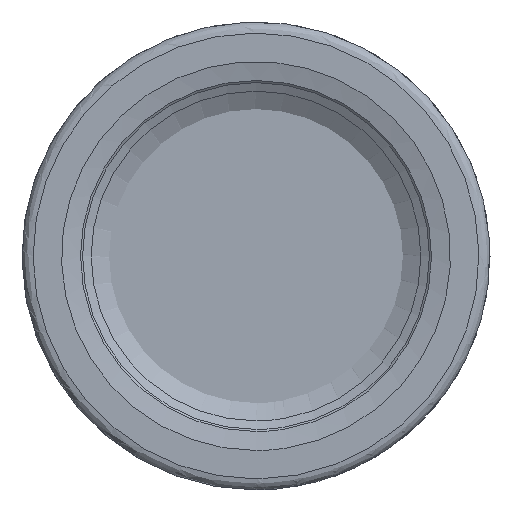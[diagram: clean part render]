
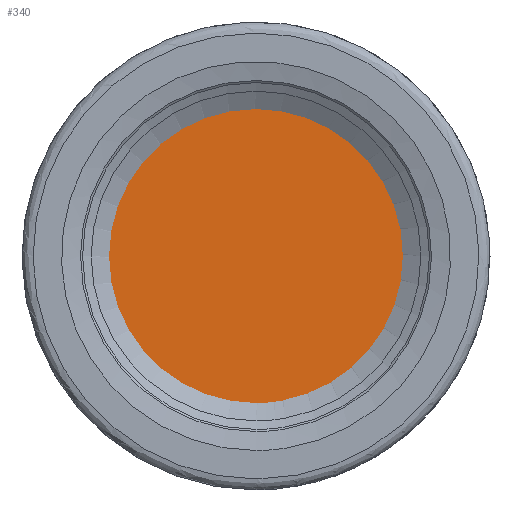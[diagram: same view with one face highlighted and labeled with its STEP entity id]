
A CAD part, left-side view. The second image highlights one B-rep face of the part: STEP entity #340.
In plain terms, the highlighted planar face has unit normal (-1, 0, 0).
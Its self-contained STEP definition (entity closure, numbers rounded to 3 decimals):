
#340=ADVANCED_FACE('',(#363),#361,.F.);
#361=PLANE('',#644);
#363=FACE_OUTER_BOUND('',#397,.T.);
#397=EDGE_LOOP('',(#467));
#467=ORIENTED_EDGE('',*,*,#555,.T.);
#520=VERTEX_POINT('',#863);
#555=EDGE_CURVE('',#520,#520,#590,.T.);
#590=CIRCLE('',#642,11.584);
#642=AXIS2_PLACEMENT_3D('',#862,#732,#733);
#644=AXIS2_PLACEMENT_3D('',#865,#736,#737);
#732=DIRECTION('',(-1.,0.,0.));
#733=DIRECTION('',(0.,0.,1.));
#736=DIRECTION('',(1.,0.,0.));
#737=DIRECTION('',(0.,0.,-1.));
#862=CARTESIAN_POINT('',(1.45,0.,0.));
#863=CARTESIAN_POINT('',(1.45,0.,11.584));
#865=CARTESIAN_POINT('',(1.45,11.584,0.));
